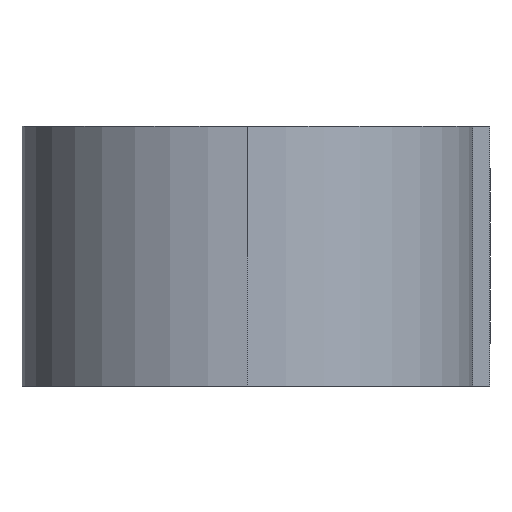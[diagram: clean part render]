
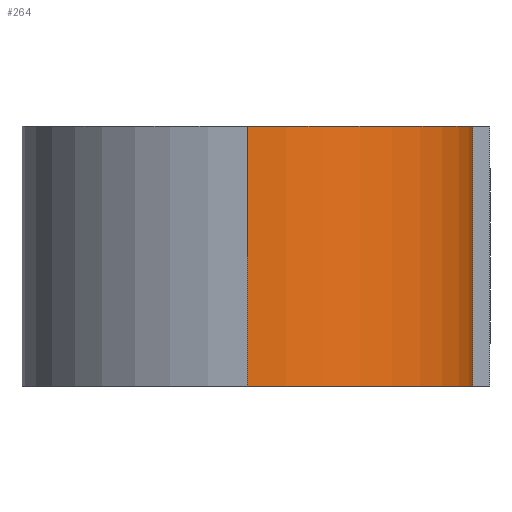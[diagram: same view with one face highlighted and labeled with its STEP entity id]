
A CAD part, left-side view. The second image highlights one B-rep face of the part: STEP entity #264.
In plain terms, the highlighted cylindrical face has radius 13 mm (diameter 26 mm), a partial arc.
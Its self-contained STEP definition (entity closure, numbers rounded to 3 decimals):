
#53 = CIRCLE ( 'NONE', #541, 13. ) ;
#63 = VERTEX_POINT ( 'NONE', #347 ) ;
#70 = CARTESIAN_POINT ( 'NONE',  ( 0., 12.5, 7.5 ) ) ;
#83 = EDGE_CURVE ( 'NONE', #242, #857, #840, .T. ) ;
#140 = VECTOR ( 'NONE', #769, 1000. ) ;
#212 = DIRECTION ( 'NONE',  ( 0., 0., -1. ) ) ;
#242 = VERTEX_POINT ( 'NONE', #539 ) ;
#248 = LINE ( 'NONE', #763, #140 ) ;
#263 = FACE_OUTER_BOUND ( 'NONE', #451, .T. ) ;
#264 = ADVANCED_FACE ( 'NONE', ( #263 ), #463, .T. ) ;
#330 = EDGE_CURVE ( 'NONE', #429, #242, #668, .T. ) ;
#331 = DIRECTION ( 'NONE',  ( 0., 0., 1. ) ) ;
#334 = CARTESIAN_POINT ( 'NONE',  ( 0., 12.5, -7.5 ) ) ;
#335 = DIRECTION ( 'NONE',  ( 0., 0., -1. ) ) ;
#347 = CARTESIAN_POINT ( 'NONE',  ( 0., -0.5, 7.5 ) ) ;
#390 = CARTESIAN_POINT ( 'NONE',  ( 0., -0.5, -7.5 ) ) ;
#429 = VERTEX_POINT ( 'NONE', #500 ) ;
#451 = EDGE_LOOP ( 'NONE', ( #713, #522, #638, #589 ) ) ;
#463 = CYLINDRICAL_SURFACE ( 'NONE', #615, 13. ) ;
#472 = AXIS2_PLACEMENT_3D ( 'NONE', #334, #331, #551 ) ;
#500 = CARTESIAN_POINT ( 'NONE',  ( -13., 12.5, 7.5 ) ) ;
#507 = DIRECTION ( 'NONE',  ( 0., 0., 1. ) ) ;
#522 = ORIENTED_EDGE ( 'NONE', *, *, #330, .T. ) ;
#539 = CARTESIAN_POINT ( 'NONE',  ( -13., 12.5, -7.5 ) ) ;
#541 = AXIS2_PLACEMENT_3D ( 'NONE', #852, #507, #643 ) ;
#551 = DIRECTION ( 'NONE',  ( -1., 0., 0. ) ) ;
#574 = VECTOR ( 'NONE', #212, 1000. ) ;
#587 = DIRECTION ( 'NONE',  ( -1., 0., 0. ) ) ;
#589 = ORIENTED_EDGE ( 'NONE', *, *, #804, .F. ) ;
#615 = AXIS2_PLACEMENT_3D ( 'NONE', #70, #335, #587 ) ;
#638 = ORIENTED_EDGE ( 'NONE', *, *, #83, .T. ) ;
#643 = DIRECTION ( 'NONE',  ( -1., 0., 0. ) ) ;
#668 = LINE ( 'NONE', #674, #574 ) ;
#674 = CARTESIAN_POINT ( 'NONE',  ( -13., 12.5, 7.5 ) ) ;
#713 = ORIENTED_EDGE ( 'NONE', *, *, #780, .F. ) ;
#763 = CARTESIAN_POINT ( 'NONE',  ( 0., -0.5, 7.5 ) ) ;
#769 = DIRECTION ( 'NONE',  ( 0., 0., -1. ) ) ;
#780 = EDGE_CURVE ( 'NONE', #429, #63, #53, .T. ) ;
#804 = EDGE_CURVE ( 'NONE', #63, #857, #248, .T. ) ;
#840 = CIRCLE ( 'NONE', #472, 13. ) ;
#852 = CARTESIAN_POINT ( 'NONE',  ( 0., 12.5, 7.5 ) ) ;
#857 = VERTEX_POINT ( 'NONE', #390 ) ;
